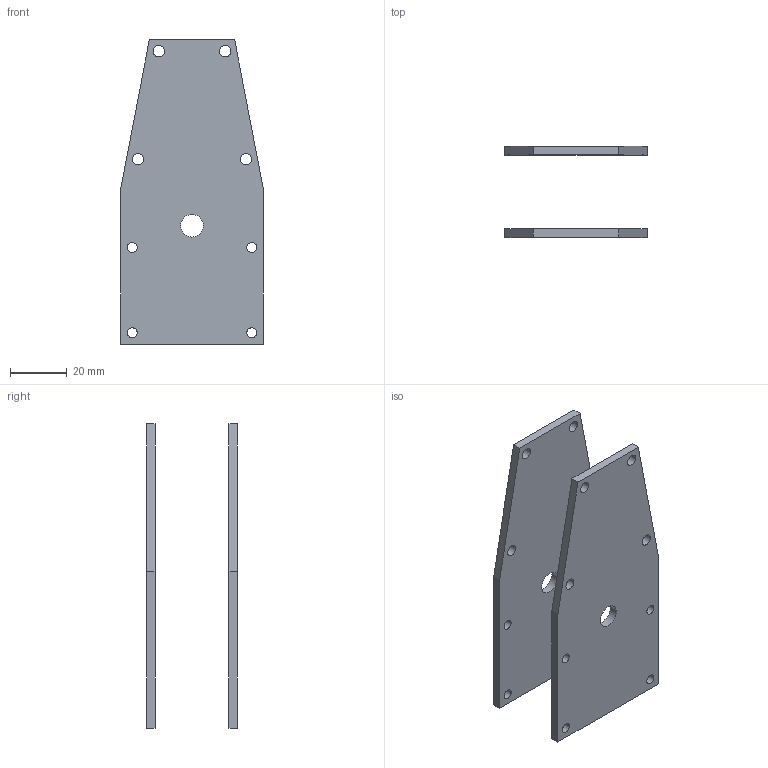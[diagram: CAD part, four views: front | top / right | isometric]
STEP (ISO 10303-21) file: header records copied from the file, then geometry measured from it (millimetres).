
FILE_DESCRIPTION(('CATIA V6 STEP','CAx-IF Rec.Pracs.--- Model Styling and Organization---1.2---2011-12-15'),'2;1');
FILE_NAME('Plaque.stp','2020-08-02T16:05:53+00:00',('NewPDM'),('Renault'),'CATIA Unofficial Packaging Version','DASSAULT SYSTEMES CATIA V6 STEP AP214','none');
FILE_SCHEMA(('AUTOMOTIVE_DESIGN { 1 0 10303 214 1 1 1 1 }'));
Length unit declared in the file: millimetre
Products named in the file (1): OCIM07AJPM
Bounding box: 50 x 32 x 107 mm (x, y, z)
Volume: 14073 mm3; surface area: 21255.7 mm2
Topology: 1 solids, 2 shells, 52 faces, 144 edges, 96 vertices
Faces by surface type: cylinder 36, plane 16
Entity records: 1645 total; most frequent: ORIENTED_EDGE 288, CARTESIAN_POINT 276, DIRECTION 214, EDGE_CURVE 144, AXIS2_PLACEMENT_3D 108, VERTEX_POINT 96, EDGE_LOOP 88, VECTOR 72
